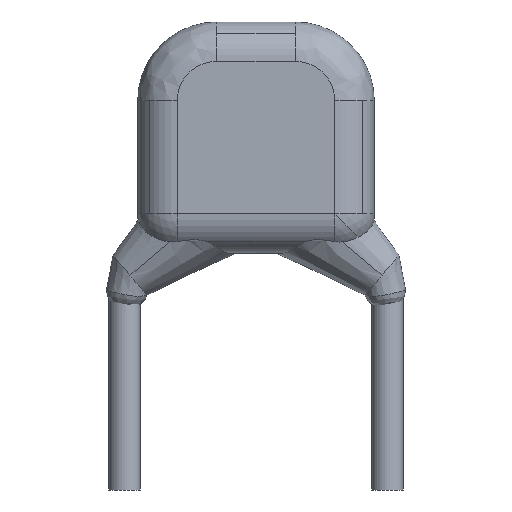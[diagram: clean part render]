
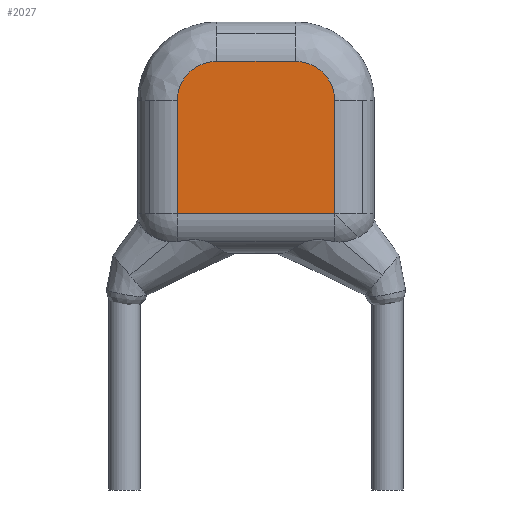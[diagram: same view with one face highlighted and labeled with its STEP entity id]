
A CAD part, left-side view. The second image highlights one B-rep face of the part: STEP entity #2027.
In plain terms, the highlighted planar face has unit normal (-1, 0, 0).
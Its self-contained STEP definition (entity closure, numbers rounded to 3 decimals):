
#27 = VERTEX_POINT ( 'NONE', #1483 ) ;
#79 = VERTEX_POINT ( 'NONE', #984 ) ;
#107 = LINE ( 'NONE', #430, #295 ) ;
#109 = CARTESIAN_POINT ( 'NONE',  ( -1., -1.5, 0.85 ) ) ;
#156 = VECTOR ( 'NONE', #963, 1000. ) ;
#167 = DIRECTION ( 'NONE',  ( 1., 0., 0. ) ) ;
#208 = EDGE_CURVE ( 'NONE', #506, #2533, #1896, .T. ) ;
#218 = CARTESIAN_POINT ( 'NONE',  ( -1., 0., 2.25 ) ) ;
#265 = CARTESIAN_POINT ( 'NONE',  ( -1., -0.75, 3. ) ) ;
#270 = DIRECTION ( 'NONE',  ( 1., 0., 0. ) ) ;
#295 = VECTOR ( 'NONE', #1200, 1000. ) ;
#365 = CARTESIAN_POINT ( 'NONE',  ( -1., 1.5, 0.85 ) ) ;
#375 = CARTESIAN_POINT ( 'NONE',  ( -1., 0., 3.75 ) ) ;
#409 = PLANE ( 'NONE',  #1364 ) ;
#430 = CARTESIAN_POINT ( 'NONE',  ( -1., 1.5, 2.25 ) ) ;
#502 = VERTEX_POINT ( 'NONE', #109 ) ;
#506 = VERTEX_POINT ( 'NONE', #2443 ) ;
#508 = ORIENTED_EDGE ( 'NONE', *, *, #1008, .F. ) ;
#592 = AXIS2_PLACEMENT_3D ( 'NONE', #265, #270, #2400 ) ;
#905 = EDGE_CURVE ( 'NONE', #79, #506, #924, .T. ) ;
#924 = CIRCLE ( 'NONE', #2438, 0.75 ) ;
#963 = DIRECTION ( 'NONE',  ( 0., 0., -1. ) ) ;
#984 = CARTESIAN_POINT ( 'NONE',  ( -1., 1.5, 3. ) ) ;
#1001 = DIRECTION ( 'NONE',  ( 0., 1., 0. ) ) ;
#1008 = EDGE_CURVE ( 'NONE', #27, #502, #1587, .T. ) ;
#1125 = DIRECTION ( 'NONE',  ( 0., 0.707, 0.707 ) ) ;
#1200 = DIRECTION ( 'NONE',  ( 0., 0., 1. ) ) ;
#1329 = VECTOR ( 'NONE', #1639, 1000. ) ;
#1338 = DIRECTION ( 'NONE',  ( 0., -1., 0. ) ) ;
#1347 = ORIENTED_EDGE ( 'NONE', *, *, #1927, .F. ) ;
#1364 = AXIS2_PLACEMENT_3D ( 'NONE', #218, #1975, #1001 ) ;
#1411 = CIRCLE ( 'NONE', #592, 0.75 ) ;
#1483 = CARTESIAN_POINT ( 'NONE',  ( -1., -1.5, 3. ) ) ;
#1499 = VERTEX_POINT ( 'NONE', #365 ) ;
#1538 = FACE_OUTER_BOUND ( 'NONE', #1553, .T. ) ;
#1553 = EDGE_LOOP ( 'NONE', ( #2280, #508, #2292, #1641, #1996, #1347 ) ) ;
#1578 = EDGE_CURVE ( 'NONE', #2533, #27, #1411, .T. ) ;
#1587 = LINE ( 'NONE', #1937, #156 ) ;
#1615 = VECTOR ( 'NONE', #1338, 1000. ) ;
#1639 = DIRECTION ( 'NONE',  ( 0., 1., 0. ) ) ;
#1641 = ORIENTED_EDGE ( 'NONE', *, *, #208, .F. ) ;
#1718 = CARTESIAN_POINT ( 'NONE',  ( -1., -0.75, 3.75 ) ) ;
#1896 = LINE ( 'NONE', #375, #1615 ) ;
#1908 = CARTESIAN_POINT ( 'NONE',  ( -1., 0.75, 3. ) ) ;
#1927 = EDGE_CURVE ( 'NONE', #1499, #79, #107, .T. ) ;
#1937 = CARTESIAN_POINT ( 'NONE',  ( -1., -1.5, 2.25 ) ) ;
#1975 = DIRECTION ( 'NONE',  ( 1., 0., 0. ) ) ;
#1996 = ORIENTED_EDGE ( 'NONE', *, *, #905, .F. ) ;
#1998 = LINE ( 'NONE', #2159, #1329 ) ;
#2027 = ADVANCED_FACE ( 'NONE', ( #1538 ), #409, .F. ) ;
#2159 = CARTESIAN_POINT ( 'NONE',  ( -1., 0., 0.85 ) ) ;
#2280 = ORIENTED_EDGE ( 'NONE', *, *, #2383, .F. ) ;
#2292 = ORIENTED_EDGE ( 'NONE', *, *, #1578, .F. ) ;
#2383 = EDGE_CURVE ( 'NONE', #502, #1499, #1998, .T. ) ;
#2400 = DIRECTION ( 'NONE',  ( 0., -0.707, 0.707 ) ) ;
#2438 = AXIS2_PLACEMENT_3D ( 'NONE', #1908, #167, #1125 ) ;
#2443 = CARTESIAN_POINT ( 'NONE',  ( -1., 0.75, 3.75 ) ) ;
#2533 = VERTEX_POINT ( 'NONE', #1718 ) ;
